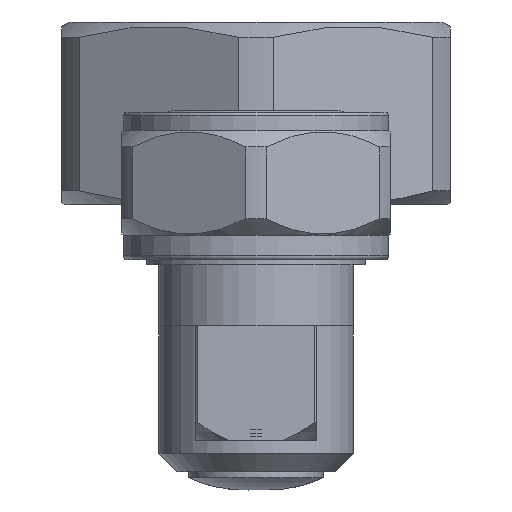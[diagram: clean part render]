
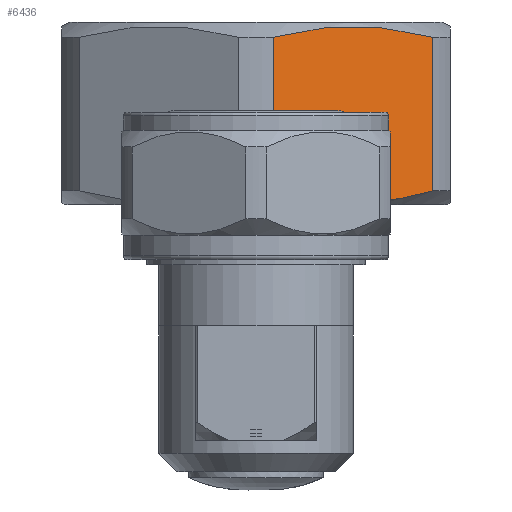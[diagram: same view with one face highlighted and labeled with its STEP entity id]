
A CAD part, left-side view. The second image highlights one B-rep face of the part: STEP entity #6436.
In plain terms, the highlighted face is planar.
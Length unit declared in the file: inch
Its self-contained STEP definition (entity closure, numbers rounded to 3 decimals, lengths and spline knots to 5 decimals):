
#317 = CARTESIAN_POINT ( 'NONE',  ( 0.55848, 0.46954, -0.44115 ) ) ;
#338 = VERTEX_POINT ( 'NONE', #4292 ) ;
#432 = VECTOR ( 'NONE', #10308, 39.37008 ) ;
#435 = CARTESIAN_POINT ( 'NONE',  ( 0.55745, 0.62067, -0.1793 ) ) ;
#456 = DIRECTION ( 'NONE',  ( 0., 0.866, -0.5 ) ) ;
#489 = CARTESIAN_POINT ( 'NONE',  ( 0.56536, 0.58682, -0.23794 ) ) ;
#576 = CARTESIAN_POINT ( 'NONE',  ( 0.02225, 0.41934, -0.52813 ) ) ;
#1154 = CARTESIAN_POINT ( 'NONE',  ( 0.5552, 0.62845, -0.16581 ) ) ;
#1197 = VERTEX_POINT ( 'NONE', #9188 ) ;
#1295 = CARTESIAN_POINT ( 'NONE',  ( -0.0019, 0.56855, -0.26959 ) ) ;
#1356 = CARTESIAN_POINT ( 'NONE',  ( 0.03331, 0.39488, -0.57051 ) ) ;
#2102 = CARTESIAN_POINT ( 'NONE',  ( 0.55775, 0.61956, -0.18122 ) ) ;
#2131 = CARTESIAN_POINT ( 'NONE',  ( 0.03331, 0.69153, -0.05651 ) ) ;
#2218 = CARTESIAN_POINT ( 'NONE',  ( 0.56106, 0.47982, -0.42333 ) ) ;
#2933 = CARTESIAN_POINT ( 'NONE',  ( 0.54238, 0.42041, -0.52627 ) ) ;
#2956 = DIRECTION ( 'NONE',  ( -1., 0., 0. ) ) ;
#3137 = ORIENTED_EDGE ( 'NONE', *, *, #9268, .T. ) ;
#3240 = EDGE_CURVE ( 'NONE', #7497, #338, #8470, .T. ) ;
#3601 = EDGE_LOOP ( 'NONE', ( #7232, #4177, #3137, #6798 ) ) ;
#3695 = CARTESIAN_POINT ( 'NONE',  ( 0.55805, 0.61847, -0.18309 ) ) ;
#3793 = CARTESIAN_POINT ( 'NONE',  ( -0.00198, 0.51874, -0.3559 ) ) ;
#3817 = CARTESIAN_POINT ( 'NONE',  ( 0.56761, 0.56522, -0.27537 ) ) ;
#3855 = CARTESIAN_POINT ( 'NONE',  ( 0.5297, 0.69153, -0.05651 ) ) ;
#3927 = EDGE_CURVE ( 'NONE', #1197, #338, #7903, .T. ) ;
#4177 = ORIENTED_EDGE ( 'NONE', *, *, #5840, .T. ) ;
#4292 = CARTESIAN_POINT ( 'NONE',  ( 0.03331, 0.39488, -0.57051 ) ) ;
#4472 = CARTESIAN_POINT ( 'NONE',  ( -0.44331, 0.39488, -0.57051 ) ) ;
#4538 = CARTESIAN_POINT ( 'NONE',  ( 0.55837, 0.46912, -0.44188 ) ) ;
#4561 = FACE_OUTER_BOUND ( 'NONE', #3601, .T. ) ;
#4624 = CARTESIAN_POINT ( 'NONE',  ( 0.02226, 0.66712, -0.09882 ) ) ;
#4650 = CARTESIAN_POINT ( 'NONE',  ( 0.5519, 0.63892, -0.14767 ) ) ;
#4686 = CARTESIAN_POINT ( 'NONE',  ( 0.01335, 0.44395, -0.48548 ) ) ;
#4731 = CARTESIAN_POINT ( 'NONE',  ( 0.24669, 0.3622, -0.62713 ) ) ;
#5128 = LINE ( 'NONE', #8515, #9612 ) ;
#5370 = CARTESIAN_POINT ( 'NONE',  ( 0.56833, 0.54987, -0.30196 ) ) ;
#5456 = CARTESIAN_POINT ( 'NONE',  ( 0.5297, 0.39488, -0.57051 ) ) ;
#5603 = CARTESIAN_POINT ( 'NONE',  ( 0.5681, 0.556, -0.29133 ) ) ;
#5840 = EDGE_CURVE ( 'NONE', #1197, #9755, #5128, .T. ) ;
#6266 = CARTESIAN_POINT ( 'NONE',  ( 0.55795, 0.61882, -0.1825 ) ) ;
#6397 = PLANE ( 'NONE',  #8143 ) ;
#6431 = CARTESIAN_POINT ( 'NONE',  ( 0.55191, 0.44503, -0.48361 ) ) ;
#6436 = ADVANCED_FACE ( 'NONE', ( #4561 ), #6397, .T. ) ;
#6798 = ORIENTED_EDGE ( 'NONE', *, *, #3240, .T. ) ;
#7104 = CARTESIAN_POINT ( 'NONE',  ( 0.56347, 0.49086, -0.40421 ) ) ;
#7162 = CARTESIAN_POINT ( 'NONE',  ( 0.56842, 0.53143, -0.33391 ) ) ;
#7221 = CARTESIAN_POINT ( 'NONE',  ( 0.53601, 0.67884, -0.07849 ) ) ;
#7232 = ORIENTED_EDGE ( 'NONE', *, *, #3927, .F. ) ;
#7271 = CARTESIAN_POINT ( 'NONE',  ( 0.54429, 0.66015, -0.11089 ) ) ;
#7299 = CARTESIAN_POINT ( 'NONE',  ( 0.00121, 0.4936, -0.39945 ) ) ;
#7497 = VERTEX_POINT ( 'NONE', #5456 ) ;
#7903 = B_SPLINE_CURVE_WITH_KNOTS ( 'NONE', 3,
 ( #2131, #4624, #8172, #10517, #1295, #3793, #7299, #4686, #576, #1356 ),
 .UNSPECIFIED., .F., .F.,
 ( 4, 2, 2, 2, 4 ),
 ( 0.00001, 0.00379, 0.00757, 0.01135, 0.01514 ),
 .UNSPECIFIED. ) ;
#7978 = CARTESIAN_POINT ( 'NONE',  ( 0.5297, 0.69153, -0.05651 ) ) ;
#8037 = CARTESIAN_POINT ( 'NONE',  ( 0.56717, 0.51281, -0.36617 ) ) ;
#8094 = CARTESIAN_POINT ( 'NONE',  ( 0.55672, 0.62325, -0.17481 ) ) ;
#8143 = AXIS2_PLACEMENT_3D ( 'NONE', #4731, #456, #2956 ) ;
#8172 = CARTESIAN_POINT ( 'NONE',  ( 0.01341, 0.6426, -0.14129 ) ) ;
#8470 = LINE ( 'NONE', #4472, #432 ) ;
#8515 = CARTESIAN_POINT ( 'NONE',  ( -0.44331, 0.69153, -0.05651 ) ) ;
#8737 = B_SPLINE_CURVE_WITH_KNOTS ( 'NONE', 3,
 ( #7978, #7221, #7271, #4650, #1154, #8094, #435, #2102, #6266, #3695, #10651, #489, #3817, #5603, #5370, #8767, #7162, #8037, #7104, #2218, #8983, #10597, #10486, #317, #4538, #6431, #2933, #8873 ),
 .UNSPECIFIED., .F., .F.,
 ( 4, 1, 1, 1, 1, 1, 2, 2, 1, 1, 2, 2, 1, 1, 1, 1, 1, 2, 2, 4 ),
 ( 0., 0.125, 0.1875, 0.21875, 0.23438, 0.24219, 0.24609, 0.25, 0.375, 0.4375, 0.46875, 0.5, 0.625, 0.6875, 0.71875, 0.73438, 0.74219, 0.74609, 0.75, 1. ),
 .UNSPECIFIED. ) ;
#8767 = CARTESIAN_POINT ( 'NONE',  ( 0.56839, 0.54684, -0.30721 ) ) ;
#8873 = CARTESIAN_POINT ( 'NONE',  ( 0.5297, 0.39488, -0.57051 ) ) ;
#8983 = CARTESIAN_POINT ( 'NONE',  ( 0.55971, 0.47429, -0.43292 ) ) ;
#9188 = CARTESIAN_POINT ( 'NONE',  ( 0.03331, 0.69153, -0.05651 ) ) ;
#9268 = EDGE_CURVE ( 'NONE', #9755, #7497, #8737, .T. ) ;
#9612 = VECTOR ( 'NONE', #10193, 39.37008 ) ;
#9755 = VERTEX_POINT ( 'NONE', #3855 ) ;
#10193 = DIRECTION ( 'NONE',  ( 1., 0., 0. ) ) ;
#10308 = DIRECTION ( 'NONE',  ( -1., 0., 0. ) ) ;
#10486 = CARTESIAN_POINT ( 'NONE',  ( 0.55869, 0.47033, -0.43977 ) ) ;
#10517 = CARTESIAN_POINT ( 'NONE',  ( 0.00131, 0.59332, -0.22668 ) ) ;
#10597 = CARTESIAN_POINT ( 'NONE',  ( 0.559, 0.47152, -0.43771 ) ) ;
#10651 = CARTESIAN_POINT ( 'NONE',  ( 0.56154, 0.60553, -0.20553 ) ) ;
